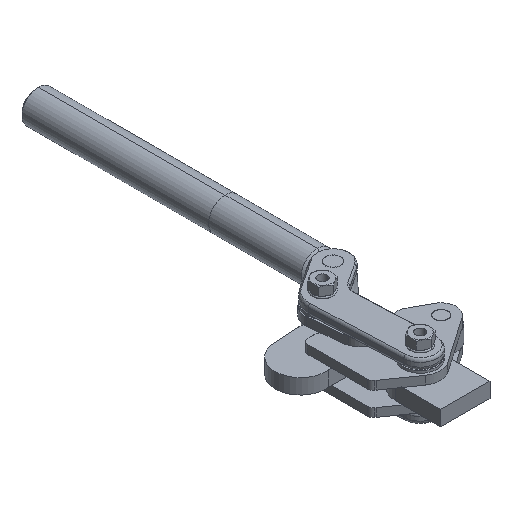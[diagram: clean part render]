
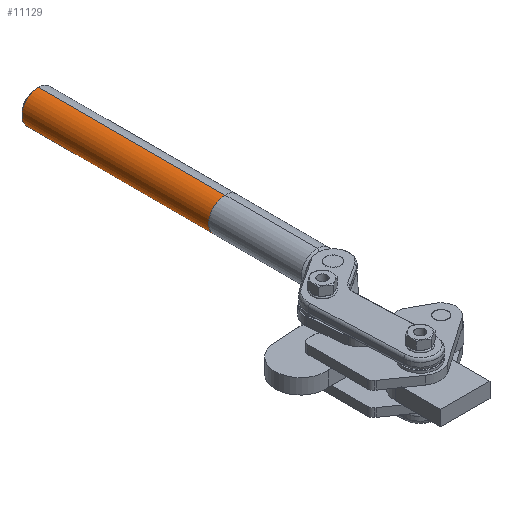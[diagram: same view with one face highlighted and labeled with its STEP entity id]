
A CAD part, isometric view. The second image highlights one B-rep face of the part: STEP entity #11129.
In plain terms, the highlighted cylindrical face has radius 8.65 mm (diameter 17.3 mm), a partial arc.
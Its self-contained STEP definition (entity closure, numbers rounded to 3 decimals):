
#419 = VERTEX_POINT ( 'NONE', #13436 ) ;
#583 = ORIENTED_EDGE ( 'NONE', *, *, #9775, .T. ) ;
#1117 = CIRCLE ( 'NONE', #12565, 8.65 ) ;
#1153 = LINE ( 'NONE', #5052, #6414 ) ;
#3227 = DIRECTION ( 'NONE',  ( 0., -1., 0. ) ) ;
#3727 = CARTESIAN_POINT ( 'NONE',  ( 0., 50., 0. ) ) ;
#3883 = CARTESIAN_POINT ( 'NONE',  ( 0., 150., 0. ) ) ;
#4054 = CARTESIAN_POINT ( 'NONE',  ( 0., 149., 0. ) ) ;
#4251 = CARTESIAN_POINT ( 'NONE',  ( 0., 150., -8.65 ) ) ;
#4727 = EDGE_CURVE ( 'NONE', #13205, #5198, #1153, .T. ) ;
#4757 = CARTESIAN_POINT ( 'NONE',  ( 0., 50., 8.65 ) ) ;
#4789 = DIRECTION ( 'NONE',  ( 0., 0., 1. ) ) ;
#5003 = DIRECTION ( 'NONE',  ( 0., -1., 0. ) ) ;
#5052 = CARTESIAN_POINT ( 'NONE',  ( 0., 150., 8.65 ) ) ;
#5117 = DIRECTION ( 'NONE',  ( 0., 0., 1. ) ) ;
#5198 = VERTEX_POINT ( 'NONE', #4757 ) ;
#5377 = ORIENTED_EDGE ( 'NONE', *, *, #5675, .T. ) ;
#5462 = VERTEX_POINT ( 'NONE', #7321 ) ;
#5675 = EDGE_CURVE ( 'NONE', #5462, #5198, #1117, .T. ) ;
#5862 = EDGE_CURVE ( 'NONE', #13205, #419, #13148, .T. ) ;
#6414 = VECTOR ( 'NONE', #5003, 1000. ) ;
#6436 = VECTOR ( 'NONE', #3227, 1000. ) ;
#7005 = AXIS2_PLACEMENT_3D ( 'NONE', #3883, #9199, #10248 ) ;
#7040 = CARTESIAN_POINT ( 'NONE',  ( 0., 149., 8.65 ) ) ;
#7321 = CARTESIAN_POINT ( 'NONE',  ( 0., 50., -8.65 ) ) ;
#7336 = AXIS2_PLACEMENT_3D ( 'NONE', #4054, #11463, #5117 ) ;
#9199 = DIRECTION ( 'NONE',  ( 0., -1., 0. ) ) ;
#9775 = EDGE_CURVE ( 'NONE', #419, #5462, #12047, .T. ) ;
#10248 = DIRECTION ( 'NONE',  ( 0., 0., -1. ) ) ;
#11129 = ADVANCED_FACE ( 'NONE', ( #13338 ), #13656, .T. ) ;
#11151 = DIRECTION ( 'NONE',  ( 0., 1., 0. ) ) ;
#11463 = DIRECTION ( 'NONE',  ( 0., -1., 0. ) ) ;
#11726 = ORIENTED_EDGE ( 'NONE', *, *, #4727, .F. ) ;
#12047 = LINE ( 'NONE', #4251, #6436 ) ;
#12565 = AXIS2_PLACEMENT_3D ( 'NONE', #3727, #11151, #4789 ) ;
#12613 = ORIENTED_EDGE ( 'NONE', *, *, #5862, .T. ) ;
#12628 = EDGE_LOOP ( 'NONE', ( #11726, #12613, #583, #5377 ) ) ;
#13148 = CIRCLE ( 'NONE', #7336, 8.65 ) ;
#13205 = VERTEX_POINT ( 'NONE', #7040 ) ;
#13338 = FACE_OUTER_BOUND ( 'NONE', #12628, .T. ) ;
#13436 = CARTESIAN_POINT ( 'NONE',  ( 0., 149., -8.65 ) ) ;
#13656 = CYLINDRICAL_SURFACE ( 'NONE', #7005, 8.65 ) ;
